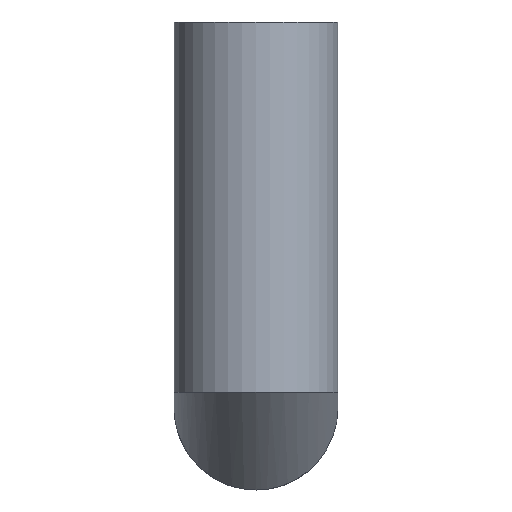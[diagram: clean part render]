
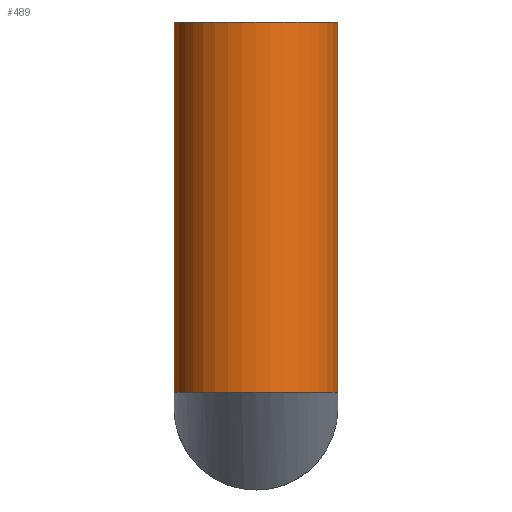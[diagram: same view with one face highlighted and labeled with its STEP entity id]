
A CAD part, front view. The second image highlights one B-rep face of the part: STEP entity #489.
In plain terms, the highlighted cylindrical face has radius 157.48 mm (diameter 314.96 mm), a partial arc.
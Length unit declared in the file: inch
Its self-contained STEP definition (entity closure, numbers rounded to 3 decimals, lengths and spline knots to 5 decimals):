
#37 = VECTOR ( 'NONE', #1078, 39.37008 ) ;
#53 = EDGE_CURVE ( 'NONE', #944, #167, #875, .T. ) ;
#56 = DIRECTION ( 'NONE',  ( 0., 0., 1. ) ) ;
#68 = DIRECTION ( 'NONE',  ( 0., 0., 1. ) ) ;
#148 = CARTESIAN_POINT ( 'NONE',  ( -6.2, 0., -20. ) ) ;
#165 = CARTESIAN_POINT ( 'NONE',  ( 0., 0., -20. ) ) ;
#167 = VERTEX_POINT ( 'NONE', #711 ) ;
#223 = AXIS2_PLACEMENT_3D ( 'NONE', #534, #1194, #637 ) ;
#231 = LINE ( 'NONE', #996, #673 ) ;
#268 = DIRECTION ( 'NONE',  ( -1., 0., 0. ) ) ;
#329 = VERTEX_POINT ( 'NONE', #802 ) ;
#374 = LINE ( 'NONE', #631, #1145 ) ;
#388 = EDGE_CURVE ( 'NONE', #955, #329, #231, .T. ) ;
#488 = ORIENTED_EDGE ( 'NONE', *, *, #53, .T. ) ;
#489 = ADVANCED_FACE ( 'NONE', ( #1110 ), #1075, .T. ) ;
#511 = ORIENTED_EDGE ( 'NONE', *, *, #551, .T. ) ;
#524 = AXIS2_PLACEMENT_3D ( 'NONE', #165, #823, #268 ) ;
#526 = CARTESIAN_POINT ( 'NONE',  ( 0., 0., -20. ) ) ;
#534 = CARTESIAN_POINT ( 'NONE',  ( 0., 0., 8. ) ) ;
#551 = EDGE_CURVE ( 'NONE', #951, #757, #863, .T. ) ;
#555 = EDGE_CURVE ( 'NONE', #944, #955, #836, .T. ) ;
#582 = ORIENTED_EDGE ( 'NONE', *, *, #1155, .F. ) ;
#612 = EDGE_LOOP ( 'NONE', ( #1168, #1047, #488, #675, #511, #582 ) ) ;
#629 = VECTOR ( 'NONE', #56, 39.37008 ) ;
#631 = CARTESIAN_POINT ( 'NONE',  ( 6.2, 0., -20. ) ) ;
#632 = DIRECTION ( 'NONE',  ( 0., 0., 1. ) ) ;
#637 = DIRECTION ( 'NONE',  ( -1., 0., 0. ) ) ;
#667 = AXIS2_PLACEMENT_3D ( 'NONE', #526, #632, #723 ) ;
#673 = VECTOR ( 'NONE', #897, 39.37008 ) ;
#675 = ORIENTED_EDGE ( 'NONE', *, *, #977, .T. ) ;
#711 = CARTESIAN_POINT ( 'NONE',  ( 6.2, 0., 0. ) ) ;
#712 = CARTESIAN_POINT ( 'NONE',  ( 6.2, 0., -20. ) ) ;
#723 = DIRECTION ( 'NONE',  ( 1., 0., 0. ) ) ;
#757 = VERTEX_POINT ( 'NONE', #1117 ) ;
#802 = CARTESIAN_POINT ( 'NONE',  ( -6.2, 0., 0. ) ) ;
#823 = DIRECTION ( 'NONE',  ( 0., 0., -1. ) ) ;
#836 = CIRCLE ( 'NONE', #524, 6.2 ) ;
#863 = CIRCLE ( 'NONE', #223, 6.2 ) ;
#875 = LINE ( 'NONE', #712, #629 ) ;
#894 = CARTESIAN_POINT ( 'NONE',  ( -6.2, 0., -20. ) ) ;
#897 = DIRECTION ( 'NONE',  ( 0., 0., 1. ) ) ;
#944 = VERTEX_POINT ( 'NONE', #1177 ) ;
#951 = VERTEX_POINT ( 'NONE', #1000 ) ;
#955 = VERTEX_POINT ( 'NONE', #148 ) ;
#977 = EDGE_CURVE ( 'NONE', #167, #951, #374, .T. ) ;
#996 = CARTESIAN_POINT ( 'NONE',  ( -6.2, 0., -20. ) ) ;
#1000 = CARTESIAN_POINT ( 'NONE',  ( 6.2, 0., 8. ) ) ;
#1009 = LINE ( 'NONE', #894, #37 ) ;
#1047 = ORIENTED_EDGE ( 'NONE', *, *, #555, .F. ) ;
#1075 = CYLINDRICAL_SURFACE ( 'NONE', #667, 6.2 ) ;
#1078 = DIRECTION ( 'NONE',  ( 0., 0., 1. ) ) ;
#1110 = FACE_OUTER_BOUND ( 'NONE', #612, .T. ) ;
#1117 = CARTESIAN_POINT ( 'NONE',  ( -6.2, 0., 8. ) ) ;
#1145 = VECTOR ( 'NONE', #68, 39.37008 ) ;
#1155 = EDGE_CURVE ( 'NONE', #329, #757, #1009, .T. ) ;
#1168 = ORIENTED_EDGE ( 'NONE', *, *, #388, .F. ) ;
#1177 = CARTESIAN_POINT ( 'NONE',  ( 6.2, 0., -20. ) ) ;
#1194 = DIRECTION ( 'NONE',  ( 0., 0., -1. ) ) ;
